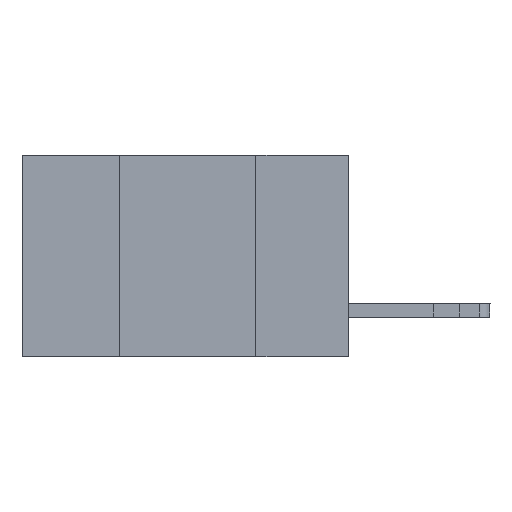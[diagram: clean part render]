
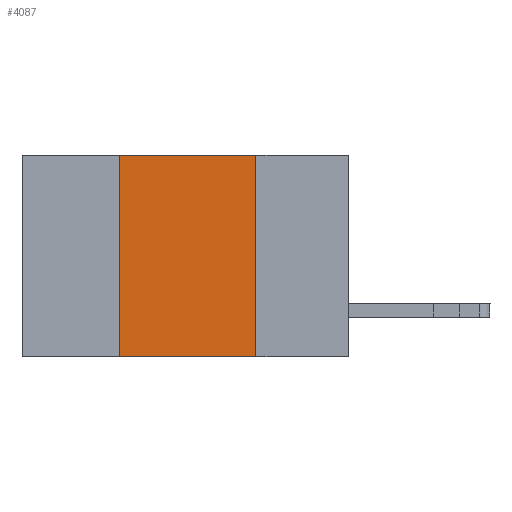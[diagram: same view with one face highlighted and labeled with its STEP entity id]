
A CAD part, left-side view. The second image highlights one B-rep face of the part: STEP entity #4087.
In plain terms, the highlighted planar face has unit normal (-1, 0, 0).
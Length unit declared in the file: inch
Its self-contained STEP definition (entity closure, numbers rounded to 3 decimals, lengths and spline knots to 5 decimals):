
#292 = CARTESIAN_POINT ( 'NONE',  ( 0., 0.42, -0.37 ) ) ;
#370 = EDGE_CURVE ( 'NONE', #2865, #3814, #12600, .T. ) ;
#407 = VERTEX_POINT ( 'NONE', #6145 ) ;
#465 = VECTOR ( 'NONE', #8857, 39.37008 ) ;
#469 = CARTESIAN_POINT ( 'NONE',  ( 0., 0.6, 0. ) ) ;
#1134 = LINE ( 'NONE', #2351, #465 ) ;
#1550 = EDGE_CURVE ( 'NONE', #3814, #407, #12456, .T. ) ;
#1621 = PLANE ( 'NONE',  #13236 ) ;
#2222 = ORIENTED_EDGE ( 'NONE', *, *, #370, .F. ) ;
#2351 = CARTESIAN_POINT ( 'NONE',  ( 0., 0.6, -0.37 ) ) ;
#2448 = VECTOR ( 'NONE', #11154, 39.37008 ) ;
#2865 = VERTEX_POINT ( 'NONE', #13540 ) ;
#3231 = EDGE_CURVE ( 'NONE', #5948, #2865, #10091, .T. ) ;
#3814 = VERTEX_POINT ( 'NONE', #7380 ) ;
#4058 = VECTOR ( 'NONE', #4079, 39.37008 ) ;
#4079 = DIRECTION ( 'NONE',  ( 0., -1., 0. ) ) ;
#4087 = ADVANCED_FACE ( 'NONE', ( #5910 ), #1621, .F. ) ;
#4211 = ORIENTED_EDGE ( 'NONE', *, *, #1550, .F. ) ;
#4317 = VECTOR ( 'NONE', #9949, 39.37008 ) ;
#4946 = CARTESIAN_POINT ( 'NONE',  ( 0., 0.6, 0. ) ) ;
#5779 = ORIENTED_EDGE ( 'NONE', *, *, #3231, .F. ) ;
#5910 = FACE_OUTER_BOUND ( 'NONE', #13930, .T. ) ;
#5948 = VERTEX_POINT ( 'NONE', #9328 ) ;
#6145 = CARTESIAN_POINT ( 'NONE',  ( 0., 0.17, -0.37 ) ) ;
#7380 = CARTESIAN_POINT ( 'NONE',  ( 0., 0.17, 0. ) ) ;
#8857 = DIRECTION ( 'NONE',  ( 0., -1., 0. ) ) ;
#9328 = CARTESIAN_POINT ( 'NONE',  ( 0., 0.42, -0.37 ) ) ;
#9949 = DIRECTION ( 'NONE',  ( 0., 0., 1. ) ) ;
#10065 = ORIENTED_EDGE ( 'NONE', *, *, #11254, .T. ) ;
#10091 = LINE ( 'NONE', #292, #4317 ) ;
#11154 = DIRECTION ( 'NONE',  ( 0., 0., -1. ) ) ;
#11254 = EDGE_CURVE ( 'NONE', #5948, #407, #1134, .T. ) ;
#11274 = DIRECTION ( 'NONE',  ( 0., 0., -1. ) ) ;
#12456 = LINE ( 'NONE', #13326, #2448 ) ;
#12600 = LINE ( 'NONE', #4946, #4058 ) ;
#13236 = AXIS2_PLACEMENT_3D ( 'NONE', #469, #13373, #11274 ) ;
#13326 = CARTESIAN_POINT ( 'NONE',  ( 0., 0.17, -0.37 ) ) ;
#13373 = DIRECTION ( 'NONE',  ( 1., 0., 0. ) ) ;
#13540 = CARTESIAN_POINT ( 'NONE',  ( 0., 0.42, 0. ) ) ;
#13930 = EDGE_LOOP ( 'NONE', ( #4211, #2222, #5779, #10065 ) ) ;
